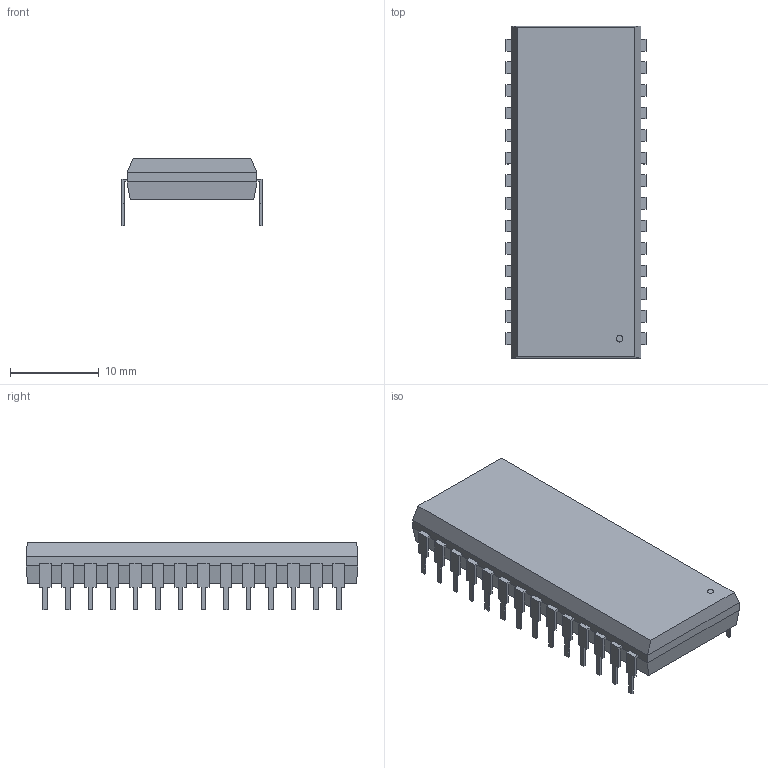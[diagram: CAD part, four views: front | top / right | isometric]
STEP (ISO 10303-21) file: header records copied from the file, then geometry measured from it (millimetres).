
FILE_DESCRIPTION(('STEP AP214'),'1');
FILE_NAME('21-0044B_28','2019-09-27T03:00:21',(''),(''),'','','');
FILE_SCHEMA(('AUTOMOTIVE_DESIGN'));
Length unit declared in the file: millimetre
Products named in the file (1): product
Bounding box: 15.75 x 37.34 x 7.62 mm (x, y, z)
Volume: 0 mm3; surface area: 1896.7 mm2
Topology: 1 solids, 351 shells, 353 faces, 1739 edges, 1738 vertices
Faces by surface type: plane 352, cylinder 1
Full cylindrical faces by diameter (mm): 0.73 x1
Entity records: 18886 total; most frequent: CARTESIAN_POINT 3831, VERTEX_POINT 3474, DIRECTION 2450, ORIENTED_EDGE 1740, EDGE_CURVE 1738, LINE 1736, VECTOR 1736, AXIS2_PLACEMENT_3D 357
